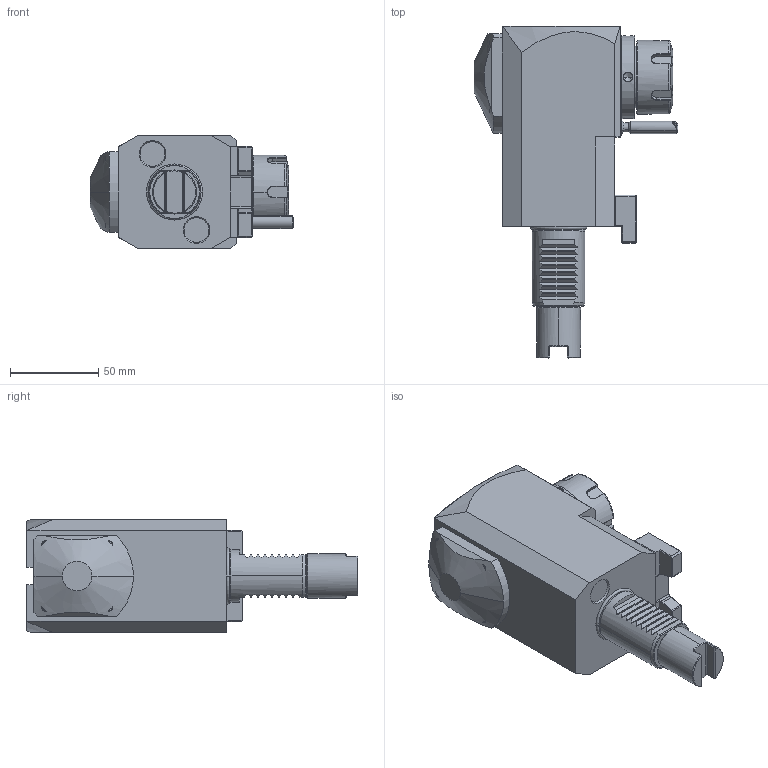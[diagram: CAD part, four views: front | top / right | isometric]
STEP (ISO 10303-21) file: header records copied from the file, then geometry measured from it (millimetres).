
FILE_DESCRIPTION((''),'2;1');
FILE_NAME('NGT1_30_261_25_1_3_85','2023-01-26T',('vali'),('NOVA GRUP'),'PRO/ENGINEER BY PARAMETRIC TECHNOLOGY CORPORATION, 2010280','PRO/ENGINEER BY PARAMETRIC TECHNOLOGY CORPORATION, 2010280','');
FILE_SCHEMA(('CONFIG_CONTROL_DESIGN'));
Length unit declared in the file: millimetre
Products named in the file (1): NGT1_30_261_25_1_3_85
Bounding box: 115.83 x 188.5 x 64 mm (x, y, z)
Volume: 583987.2 mm3; surface area: 56100 mm2
Topology: 1 solids, 1 shells, 436 faces, 1112 edges, 696 vertices
Faces by surface type: plane 229, cylinder 75, cone 66, bspline 48, torus 16, sphere 2
Entity records: 18025 total; most frequent: CARTESIAN_POINT 8120, ORIENTED_EDGE 2208, DIRECTION 1769, EDGE_CURVE 1104, VERTEX_POINT 696, VECTOR 595, LINE 595, AXIS2_PLACEMENT_3D 587
